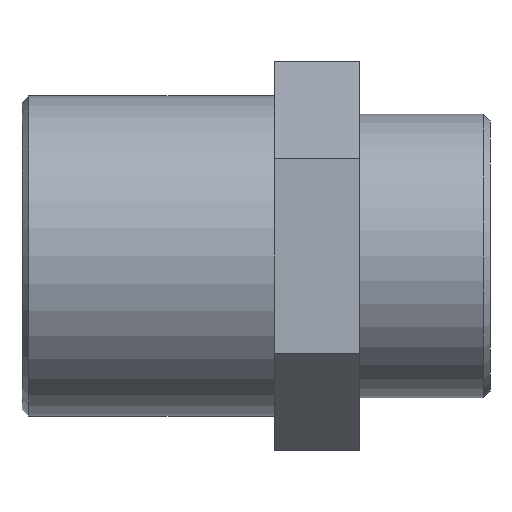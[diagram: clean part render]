
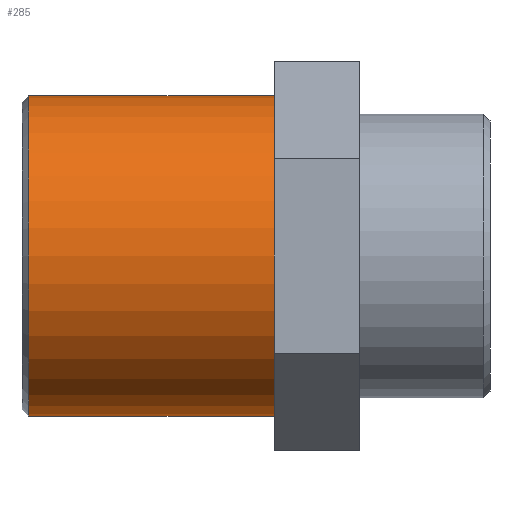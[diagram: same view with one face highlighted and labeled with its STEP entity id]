
A CAD part, front view. The second image highlights one B-rep face of the part: STEP entity #285.
In plain terms, the highlighted cylindrical face has radius 17.1 mm (diameter 34.2 mm), a full revolution.
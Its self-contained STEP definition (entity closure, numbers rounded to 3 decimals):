
#64=CYLINDRICAL_SURFACE('',#315,17.1);
#74=FACE_BOUND('',#116,.T.);
#89=FACE_OUTER_BOUND('',#115,.T.);
#115=EDGE_LOOP('',(#223));
#116=EDGE_LOOP('',(#224));
#146=CIRCLE('',#312,17.1);
#148=CIRCLE('',#316,17.1);
#160=VERTEX_POINT('',#443);
#162=VERTEX_POINT('',#449);
#186=EDGE_CURVE('',#160,#160,#146,.T.);
#188=EDGE_CURVE('',#162,#162,#148,.T.);
#223=ORIENTED_EDGE('',*,*,#188,.F.);
#224=ORIENTED_EDGE('',*,*,#186,.F.);
#285=ADVANCED_FACE('',(#89,#74),#64,.T.);
#312=AXIS2_PLACEMENT_3D('',#444,#358,#359);
#315=AXIS2_PLACEMENT_3D('',#448,#364,#365);
#316=AXIS2_PLACEMENT_3D('',#450,#366,#367);
#358=DIRECTION('center_axis',(-1.,0.,0.));
#359=DIRECTION('ref_axis',(0.,-1.,0.));
#364=DIRECTION('center_axis',(1.,0.,0.));
#365=DIRECTION('ref_axis',(0.,1.,0.));
#366=DIRECTION('center_axis',(1.,0.,0.));
#367=DIRECTION('ref_axis',(0.,0.,-1.));
#443=CARTESIAN_POINT('',(-24.276,17.1,0.));
#444=CARTESIAN_POINT('Origin',(-24.276,0.,0.));
#448=CARTESIAN_POINT('Origin',(-11.529,0.,0.));
#449=CARTESIAN_POINT('',(1.942,17.1,0.));
#450=CARTESIAN_POINT('Origin',(1.942,0.,0.));
